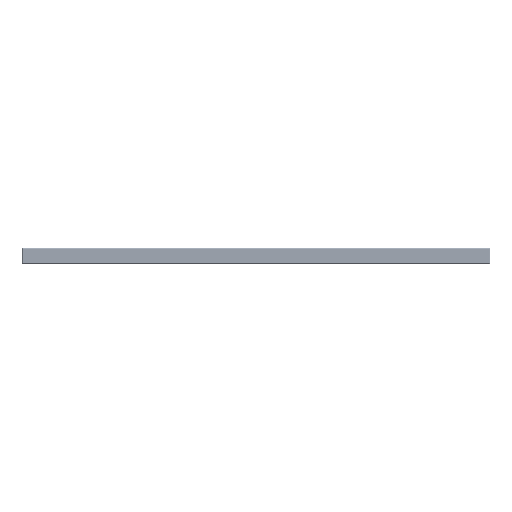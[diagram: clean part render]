
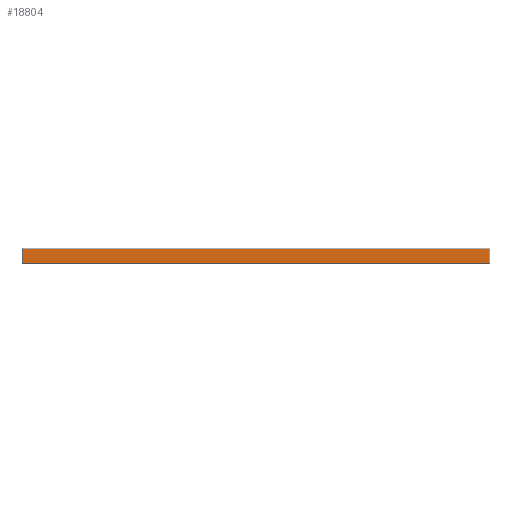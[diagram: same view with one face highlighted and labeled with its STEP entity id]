
A CAD part, front view. The second image highlights one B-rep face of the part: STEP entity #18804.
In plain terms, the highlighted planar face has unit normal (0, -1, 0).
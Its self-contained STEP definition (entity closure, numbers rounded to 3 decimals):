
#11809=FACE_OUTER_BOUND('',#41018,.T.);
#18804=ADVANCED_FACE('',(#11809),#26944,.T.);
#26944=PLANE('',#163537);
#41018=EDGE_LOOP('',(#51001,#51002,#51003,#51004,#51005,#51006,#51007,#51008));
#51001=ORIENTED_EDGE('',*,*,#109941,.T.);
#51002=ORIENTED_EDGE('',*,*,#109942,.F.);
#51003=ORIENTED_EDGE('',*,*,#109943,.T.);
#51004=ORIENTED_EDGE('',*,*,#109944,.T.);
#51005=ORIENTED_EDGE('',*,*,#109945,.T.);
#51006=ORIENTED_EDGE('',*,*,#109946,.F.);
#51007=ORIENTED_EDGE('',*,*,#109947,.T.);
#51008=ORIENTED_EDGE('',*,*,#109948,.T.);
#94969=VERTEX_POINT('',#217583);
#94970=VERTEX_POINT('',#217584);
#94971=VERTEX_POINT('',#217586);
#94972=VERTEX_POINT('',#217588);
#94973=VERTEX_POINT('',#217590);
#94974=VERTEX_POINT('',#217592);
#94975=VERTEX_POINT('',#217594);
#94976=VERTEX_POINT('',#217596);
#109941=EDGE_CURVE('',#94969,#94970,#131833,.T.);
#109942=EDGE_CURVE('',#94971,#94970,#131834,.T.);
#109943=EDGE_CURVE('',#94971,#94972,#131835,.T.);
#109944=EDGE_CURVE('',#94972,#94973,#131836,.T.);
#109945=EDGE_CURVE('',#94973,#94974,#131837,.T.);
#109946=EDGE_CURVE('',#94975,#94974,#131838,.T.);
#109947=EDGE_CURVE('',#94975,#94976,#131839,.T.);
#109948=EDGE_CURVE('',#94976,#94969,#131840,.T.);
#131833=LINE('',#217582,#147725);
#131834=LINE('',#217585,#147726);
#131835=LINE('',#217587,#147727);
#131836=LINE('',#217589,#147728);
#131837=LINE('',#217591,#147729);
#131838=LINE('',#217593,#147730);
#131839=LINE('',#217595,#147731);
#131840=LINE('',#217597,#147732);
#147725=VECTOR('',#176164,1.);
#147726=VECTOR('',#176165,1.);
#147727=VECTOR('',#176166,1.);
#147728=VECTOR('',#176167,1.);
#147729=VECTOR('',#176168,1.);
#147730=VECTOR('',#176169,1.);
#147731=VECTOR('',#176170,1.);
#147732=VECTOR('',#176171,1.);
#163537=AXIS2_PLACEMENT_3D('',#217598,#176172,#176173);
#176164=DIRECTION('',(-1.,0.,0.));
#176165=DIRECTION('',(0.577,0.,0.816));
#176166=DIRECTION('',(0.,0.,-1.));
#176167=DIRECTION('',(0.577,0.,-0.816));
#176168=DIRECTION('',(1.,0.,0.));
#176169=DIRECTION('',(-0.577,0.,-0.816));
#176170=DIRECTION('',(0.,0.,1.));
#176171=DIRECTION('',(-0.577,0.,0.816));
#176172=DIRECTION('',(0.,-1.,0.));
#176173=DIRECTION('',(1.,0.,0.));
#217582=CARTESIAN_POINT('',(-125.,-4.5,4.));
#217583=CARTESIAN_POINT('',(124.3,-4.5,4.));
#217584=CARTESIAN_POINT('',(-124.3,-4.5,4.));
#217585=CARTESIAN_POINT('',(-124.582,-4.5,3.601));
#217586=CARTESIAN_POINT('',(-124.5,-4.5,3.717));
#217587=CARTESIAN_POINT('',(-124.5,-4.5,-4.));
#217588=CARTESIAN_POINT('',(-124.5,-4.5,-3.717));
#217589=CARTESIAN_POINT('',(-128.54,-4.5,1.997));
#217590=CARTESIAN_POINT('',(-124.3,-4.5,-4.));
#217591=CARTESIAN_POINT('',(-125.,-4.5,-4.));
#217592=CARTESIAN_POINT('',(124.3,-4.5,-4.));
#217593=CARTESIAN_POINT('',(124.582,-4.5,-3.601));
#217594=CARTESIAN_POINT('',(124.5,-4.5,-3.717));
#217595=CARTESIAN_POINT('',(124.5,-4.5,4.5));
#217596=CARTESIAN_POINT('',(124.5,-4.5,3.717));
#217597=CARTESIAN_POINT('',(40.964,-4.5,121.854));
#217598=CARTESIAN_POINT('',(-125.,-4.5,4.5));
